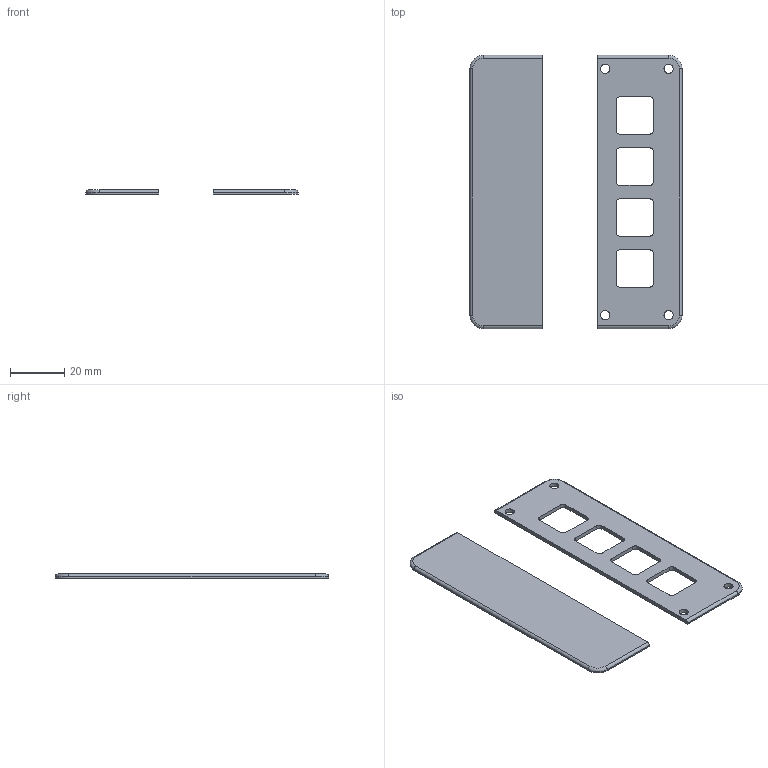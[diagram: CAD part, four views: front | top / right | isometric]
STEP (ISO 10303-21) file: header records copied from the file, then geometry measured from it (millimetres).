
FILE_DESCRIPTION(/* description */ (''),/* implementation_level */ '2;1');
FILE_NAME(/* name */ 'Top_2.step.step',/* time_stamp */ '2025-06-24T13:38:05+02:00',/* author */ (''),/* organization */ (''),/* preprocessor_version */ 'ST-DEVELOPER v20.1',/* originating_system */ 'Autodesk Translation Framework v14.4.0.0',/* authorisation */ '');
FILE_SCHEMA (('AUTOMOTIVE_DESIGN { 1 0 10303 214 3 1 1 }'));
Length unit declared in the file: millimetre
Products named in the file (2): hackpad_body; hackpad_lid
Assembly tree (1 placements, depth 2):
  hackpad_body
    hackpad_lid
Bounding box: 78.38 x 100.96 x 1.5 mm (x, y, z)
Volume: 7559.2 mm3; surface area: 11196.2 mm2
Topology: 2 solids, 2 shells, 222 faces, 613 edges, 406 vertices
Faces by surface type: bspline 100, plane 88, cylinder 30, torus 4
Full cylindrical faces by diameter (mm): 3.4 x4
Entity records: 8061 total; most frequent: CARTESIAN_POINT 2944, ORIENTED_EDGE 1226, DIRECTION 727, EDGE_CURVE 613, VERTEX_POINT 406, LINE 349, VECTOR 349, EDGE_LOOP 249
